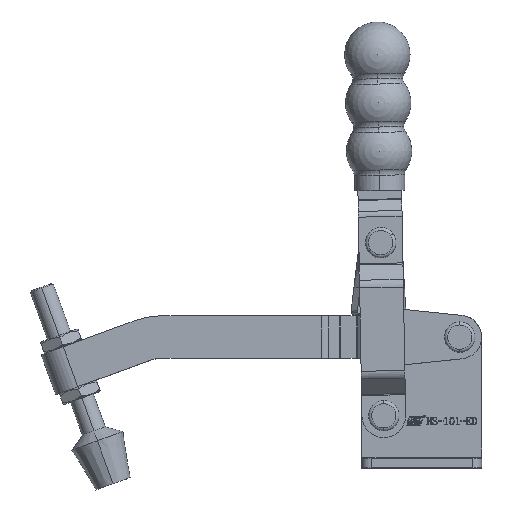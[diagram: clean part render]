
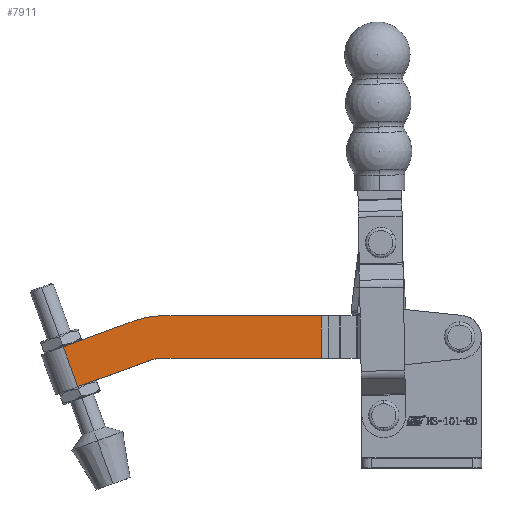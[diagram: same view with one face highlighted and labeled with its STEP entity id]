
A CAD part, top view. The second image highlights one B-rep face of the part: STEP entity #7911.
In plain terms, the highlighted face is planar.
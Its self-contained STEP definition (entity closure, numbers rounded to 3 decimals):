
#2452 = FACE_OUTER_BOUND ( 'NONE', #15444, .T. ) ;
#5359 = AXIS2_PLACEMENT_3D ( 'NONE', #27250, #27267, #27269 ) ;
#5755 = AXIS2_PLACEMENT_3D ( 'NONE', #21327, #21328, #21329 ) ;
#5756 = AXIS2_PLACEMENT_3D ( 'NONE', #21334, #21335, #21336 ) ;
#7911 = ADVANCED_FACE ( 'NONE', ( #2452 ), #27261, .F. ) ;
#9686 = EDGE_CURVE ( 'NONE', #10166, #10163, #12725, .T. ) ;
#9687 = EDGE_CURVE ( 'NONE', #10156, #10166, #12727, .T. ) ;
#9688 = EDGE_CURVE ( 'NONE', #10161, #10155, #12729, .T. ) ;
#9689 = EDGE_CURVE ( 'NONE', #10155, #10152, #12731, .T. ) ;
#9690 = EDGE_CURVE ( 'NONE', #10152, #10162, #12733, .T. ) ;
#9691 = EDGE_CURVE ( 'NONE', #10162, #10170, #12734, .T. ) ;
#9692 = EDGE_CURVE ( 'NONE', #10163, #10170, #12736, .T. ) ;
#9703 = EDGE_CURVE ( 'NONE', #10156, #10161, #12754, .T. ) ;
#10152 = VERTEX_POINT ( 'NONE', #21418 ) ;
#10155 = VERTEX_POINT ( 'NONE', #21421 ) ;
#10156 = VERTEX_POINT ( 'NONE', #21422 ) ;
#10161 = VERTEX_POINT ( 'NONE', #21427 ) ;
#10162 = VERTEX_POINT ( 'NONE', #21428 ) ;
#10163 = VERTEX_POINT ( 'NONE', #21429 ) ;
#10166 = VERTEX_POINT ( 'NONE', #21432 ) ;
#10170 = VERTEX_POINT ( 'NONE', #21436 ) ;
#12725 = CIRCLE ( 'NONE', #5755, 10. ) ;
#12727 = LINE ( 'NONE', #21326, #12730 ) ;
#12729 = LINE ( 'NONE', #21330, #12732 ) ;
#12730 = VECTOR ( 'NONE', #21314, 1000. ) ;
#12731 = CIRCLE ( 'NONE', #5756, 24. ) ;
#12732 = VECTOR ( 'NONE', #21331, 1000. ) ;
#12733 = LINE ( 'NONE', #21318, #12735 ) ;
#12734 = LINE ( 'NONE', #21337, #12737 ) ;
#12735 = VECTOR ( 'NONE', #21325, 1000. ) ;
#12736 = LINE ( 'NONE', #21339, #12739 ) ;
#12737 = VECTOR ( 'NONE', #21338, 1000. ) ;
#12739 = VECTOR ( 'NONE', #21340, 1000. ) ;
#12754 = LINE ( 'NONE', #21358, #12756 ) ;
#12756 = VECTOR ( 'NONE', #21359, 1000. ) ;
#15444 = EDGE_LOOP ( 'NONE', ( #20444, #20443, #20442, #20441, #20440, #20439, #20438, #20437 ) ) ;
#20437 = ORIENTED_EDGE ( 'NONE', *, *, #9686, .T. ) ;
#20438 = ORIENTED_EDGE ( 'NONE', *, *, #9687, .T. ) ;
#20439 = ORIENTED_EDGE ( 'NONE', *, *, #9703, .F. ) ;
#20440 = ORIENTED_EDGE ( 'NONE', *, *, #9688, .F. ) ;
#20441 = ORIENTED_EDGE ( 'NONE', *, *, #9689, .F. ) ;
#20442 = ORIENTED_EDGE ( 'NONE', *, *, #9690, .F. ) ;
#20443 = ORIENTED_EDGE ( 'NONE', *, *, #9691, .F. ) ;
#20444 = ORIENTED_EDGE ( 'NONE', *, *, #9692, .T. ) ;
#21314 = DIRECTION ( 'NONE',  ( 1., 0., 0. ) ) ;
#21318 = CARTESIAN_POINT ( 'NONE',  ( 34.658, 7.7, 4.778 ) ) ;
#21325 = DIRECTION ( 'NONE',  ( 0.94, 0., 0.342 ) ) ;
#21326 = CARTESIAN_POINT ( 'NONE',  ( 0., 7.7, 17. ) ) ;
#21327 = CARTESIAN_POINT ( 'NONE',  ( 25.541, 7.7, 27. ) ) ;
#21328 = DIRECTION ( 'NONE',  ( 0., -1., 0. ) ) ;
#21329 = DIRECTION ( 'NONE',  ( 0., 0., -1. ) ) ;
#21330 = CARTESIAN_POINT ( 'NONE',  ( 0., 7.7, 3. ) ) ;
#21331 = DIRECTION ( 'NONE',  ( 1., 0., 0. ) ) ;
#21334 = CARTESIAN_POINT ( 'NONE',  ( 25.541, 7.7, 27. ) ) ;
#21335 = DIRECTION ( 'NONE',  ( 0., -1., 0. ) ) ;
#21336 = DIRECTION ( 'NONE',  ( 0., 0., -1. ) ) ;
#21337 = CARTESIAN_POINT ( 'NONE',  ( 48.654, 7.7, 117.709 ) ) ;
#21338 = DIRECTION ( 'NONE',  ( -0.342, 0., 0.94 ) ) ;
#21339 = CARTESIAN_POINT ( 'NONE',  ( 29.87, 7.7, 17.934 ) ) ;
#21340 = DIRECTION ( 'NONE',  ( 0.94, 0., 0.342 ) ) ;
#21358 = CARTESIAN_POINT ( 'NONE',  ( 0., 7.7, 100. ) ) ;
#21359 = DIRECTION ( 'NONE',  ( 0., 0., -1. ) ) ;
#21418 = CARTESIAN_POINT ( 'NONE',  ( 33.75, 7.7, 4.447 ) ) ;
#21421 = CARTESIAN_POINT ( 'NONE',  ( 25.541, 7.7, 3. ) ) ;
#21422 = CARTESIAN_POINT ( 'NONE',  ( 0., 7.7, 17. ) ) ;
#21427 = CARTESIAN_POINT ( 'NONE',  ( 0., 7.7, 3. ) ) ;
#21428 = CARTESIAN_POINT ( 'NONE',  ( 83.312, 7.7, 22.487 ) ) ;
#21429 = CARTESIAN_POINT ( 'NONE',  ( 28.961, 7.7, 17.603 ) ) ;
#21432 = CARTESIAN_POINT ( 'NONE',  ( 25.541, 7.7, 17. ) ) ;
#21436 = CARTESIAN_POINT ( 'NONE',  ( 78.524, 7.7, 35.642 ) ) ;
#27250 = CARTESIAN_POINT ( 'NONE',  ( 0., 7.7, 100. ) ) ;
#27261 = PLANE ( 'NONE',  #5359 ) ;
#27267 = DIRECTION ( 'NONE',  ( 0., -1., 0. ) ) ;
#27269 = DIRECTION ( 'NONE',  ( 0., 0., -1. ) ) ;
